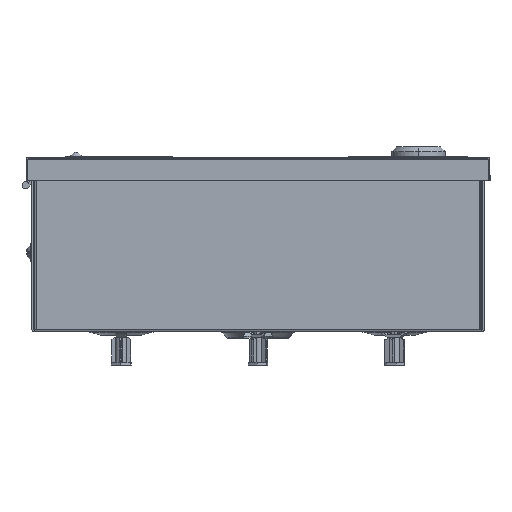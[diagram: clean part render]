
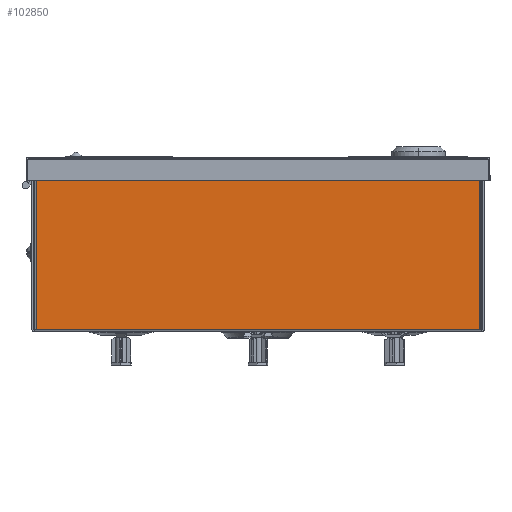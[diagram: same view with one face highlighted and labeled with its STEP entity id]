
A CAD part, front view. The second image highlights one B-rep face of the part: STEP entity #102850.
In plain terms, the highlighted planar face has unit normal (0, -1, 0).
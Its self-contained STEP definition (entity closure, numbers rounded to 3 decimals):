
#1322 = CARTESIAN_POINT ( 'NONE',  ( 0., -129.5, 0. ) ) ;
#1733 = ORIENTED_EDGE ( 'NONE', *, *, #95186, .F. ) ;
#8255 = CARTESIAN_POINT ( 'NONE',  ( -93.2, -129.5, 70.8 ) ) ;
#9346 = LINE ( 'NONE', #72235, #57910 ) ;
#11838 = FACE_OUTER_BOUND ( 'NONE', #63156, .T. ) ;
#12522 = CARTESIAN_POINT ( 'NONE',  ( -93.2, -129.5, 0.1 ) ) ;
#17140 = ORIENTED_EDGE ( 'NONE', *, *, #68834, .T. ) ;
#19948 = EDGE_CURVE ( 'NONE', #30636, #66885, #9346, .T. ) ;
#20793 = VECTOR ( 'NONE', #120912, 1000. ) ;
#21473 = VECTOR ( 'NONE', #105915, 1000. ) ;
#30636 = VERTEX_POINT ( 'NONE', #45766 ) ;
#31260 = LINE ( 'NONE', #60607, #21473 ) ;
#31652 = CARTESIAN_POINT ( 'NONE',  ( 93.2, -129.5, 0.1 ) ) ;
#44126 = AXIS2_PLACEMENT_3D ( 'NONE', #1322, #86538, #129069 ) ;
#45766 = CARTESIAN_POINT ( 'NONE',  ( 93.2, -129.5, 70.8 ) ) ;
#46207 = CARTESIAN_POINT ( 'NONE',  ( 93.2, -129.5, 0.1 ) ) ;
#48584 = VECTOR ( 'NONE', #51554, 1000. ) ;
#51554 = DIRECTION ( 'NONE',  ( 0., 0., -1. ) ) ;
#56038 = LINE ( 'NONE', #46207, #20793 ) ;
#57910 = VECTOR ( 'NONE', #114751, 1000. ) ;
#60607 = CARTESIAN_POINT ( 'NONE',  ( -94.1, -129.5, 0.1 ) ) ;
#63156 = EDGE_LOOP ( 'NONE', ( #17140, #74008, #81279, #1733 ) ) ;
#66885 = VERTEX_POINT ( 'NONE', #80170 ) ;
#68718 = VERTEX_POINT ( 'NONE', #31652 ) ;
#68834 = EDGE_CURVE ( 'NONE', #68718, #30636, #56038, .T. ) ;
#72235 = CARTESIAN_POINT ( 'NONE',  ( 0., -129.5, 70.8 ) ) ;
#74008 = ORIENTED_EDGE ( 'NONE', *, *, #19948, .T. ) ;
#80170 = CARTESIAN_POINT ( 'NONE',  ( -93.2, -129.5, 70.8 ) ) ;
#81279 = ORIENTED_EDGE ( 'NONE', *, *, #118797, .T. ) ;
#82306 = LINE ( 'NONE', #8255, #48584 ) ;
#86538 = DIRECTION ( 'NONE',  ( 0., 1., 0. ) ) ;
#95186 = EDGE_CURVE ( 'NONE', #68718, #106909, #31260, .T. ) ;
#96966 = PLANE ( 'NONE',  #44126 ) ;
#102850 = ADVANCED_FACE ( 'NONE', ( #11838 ), #96966, .F. ) ;
#105915 = DIRECTION ( 'NONE',  ( -1., 0., 0. ) ) ;
#106909 = VERTEX_POINT ( 'NONE', #12522 ) ;
#114751 = DIRECTION ( 'NONE',  ( -1., 0., 0. ) ) ;
#118797 = EDGE_CURVE ( 'NONE', #66885, #106909, #82306, .T. ) ;
#120912 = DIRECTION ( 'NONE',  ( 0., 0., 1. ) ) ;
#129069 = DIRECTION ( 'NONE',  ( 0., 0., 1. ) ) ;
